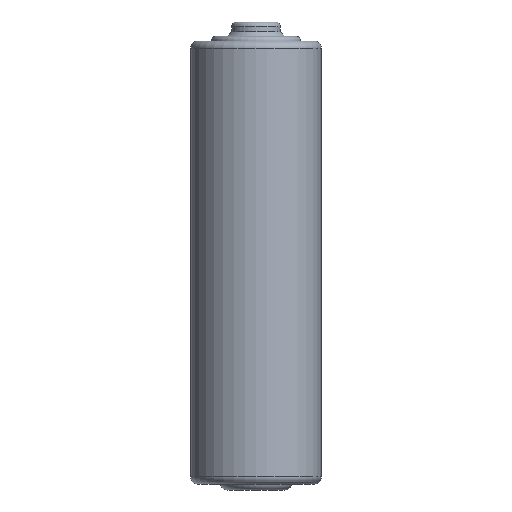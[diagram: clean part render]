
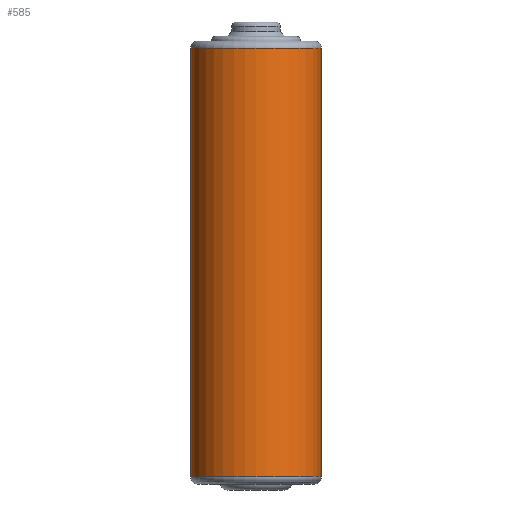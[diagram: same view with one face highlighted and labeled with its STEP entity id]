
A CAD part, front view. The second image highlights one B-rep face of the part: STEP entity #585.
In plain terms, the highlighted cylindrical face has radius 6.985 mm (diameter 13.97 mm), a partial arc.
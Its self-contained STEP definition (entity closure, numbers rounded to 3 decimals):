
#2 = AXIS2_PLACEMENT_3D ( 'NONE', #392, #540, #139 ) ;
#7 = CARTESIAN_POINT ( 'NONE',  ( 0., 0., 0.762 ) ) ;
#60 = LINE ( 'NONE', #157, #113 ) ;
#76 = CARTESIAN_POINT ( 'NONE',  ( -6.985, 0., 0.762 ) ) ;
#95 = CARTESIAN_POINT ( 'NONE',  ( -6.985, 0., 46.609 ) ) ;
#106 = CARTESIAN_POINT ( 'NONE',  ( 6.985, 0., 0.762 ) ) ;
#113 = VECTOR ( 'NONE', #316, 1000. ) ;
#118 = ORIENTED_EDGE ( 'NONE', *, *, #339, .T. ) ;
#125 = CIRCLE ( 'NONE', #495, 6.985 ) ;
#139 = DIRECTION ( 'NONE',  ( -1., 0., 0. ) ) ;
#150 = DIRECTION ( 'NONE',  ( 0., 0., -1. ) ) ;
#153 = EDGE_CURVE ( 'NONE', #205, #227, #125, .T. ) ;
#157 = CARTESIAN_POINT ( 'NONE',  ( -6.985, 0., 47.371 ) ) ;
#191 = CYLINDRICAL_SURFACE ( 'NONE', #2, 6.985 ) ;
#205 = VERTEX_POINT ( 'NONE', #487 ) ;
#212 = DIRECTION ( 'NONE',  ( 1., 0., 0. ) ) ;
#227 = VERTEX_POINT ( 'NONE', #95 ) ;
#251 = DIRECTION ( 'NONE',  ( 0., 0., 1. ) ) ;
#254 = VECTOR ( 'NONE', #150, 1000. ) ;
#256 = CARTESIAN_POINT ( 'NONE',  ( 6.985, 0., 47.371 ) ) ;
#275 = CIRCLE ( 'NONE', #302, 6.985 ) ;
#302 = AXIS2_PLACEMENT_3D ( 'NONE', #7, #251, #212 ) ;
#304 = LINE ( 'NONE', #256, #254 ) ;
#316 = DIRECTION ( 'NONE',  ( 0., 0., -1. ) ) ;
#328 = EDGE_CURVE ( 'NONE', #227, #446, #60, .T. ) ;
#334 = ORIENTED_EDGE ( 'NONE', *, *, #153, .T. ) ;
#339 = EDGE_CURVE ( 'NONE', #446, #626, #275, .T. ) ;
#349 = CARTESIAN_POINT ( 'NONE',  ( 0., 0., 46.609 ) ) ;
#392 = CARTESIAN_POINT ( 'NONE',  ( 0., 0., 47.371 ) ) ;
#396 = DIRECTION ( 'NONE',  ( 0., 0., -1. ) ) ;
#446 = VERTEX_POINT ( 'NONE', #76 ) ;
#450 = EDGE_LOOP ( 'NONE', ( #494, #334, #535, #118 ) ) ;
#487 = CARTESIAN_POINT ( 'NONE',  ( 6.985, 0., 46.609 ) ) ;
#494 = ORIENTED_EDGE ( 'NONE', *, *, #642, .F. ) ;
#495 = AXIS2_PLACEMENT_3D ( 'NONE', #349, #396, #649 ) ;
#535 = ORIENTED_EDGE ( 'NONE', *, *, #328, .T. ) ;
#540 = DIRECTION ( 'NONE',  ( 0., 0., -1. ) ) ;
#585 = ADVANCED_FACE ( 'NONE', ( #588 ), #191, .T. ) ;
#588 = FACE_OUTER_BOUND ( 'NONE', #450, .T. ) ;
#626 = VERTEX_POINT ( 'NONE', #106 ) ;
#642 = EDGE_CURVE ( 'NONE', #205, #626, #304, .T. ) ;
#649 = DIRECTION ( 'NONE',  ( 1., 0., 0. ) ) ;
